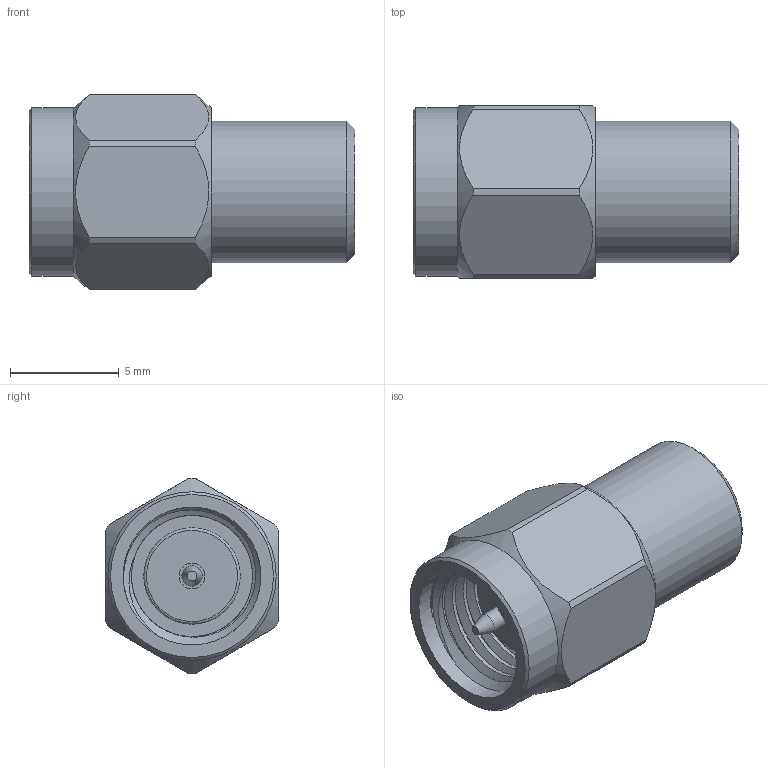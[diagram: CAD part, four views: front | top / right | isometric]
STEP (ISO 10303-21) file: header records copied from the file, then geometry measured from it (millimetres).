
FILE_DESCRIPTION (( 'STEP AP203' ), '1' );
FILE_NAME ('ST0645_3D.step', '2021-02-24T23:44:04', ( '' ), ( '' ), 'SwSTEP 2.0', 'SolidWorks 2018', '' );
FILE_SCHEMA (( 'CONFIG_CONTROL_DESIGN' ));
Length unit declared in the file: inch
Products named in the file (1): ST0645_3D
Bounding box: 15 x 7.94 x 8.99 mm (x, y, z)
Volume: 549.1 mm3; surface area: 629 mm2
Topology: 1 solids, 1 shells, 41 faces, 112 edges, 78 vertices
Faces by surface type: cylinder 18, plane 13, cone 6, bspline 4
Full cylindrical faces by diameter (mm): 0.94 x1, 1.194 x1, 4.445 x1, 6.35 x6, 6.5 x1, 7.762 x1
Entity records: 3229 total; most frequent: CARTESIAN_POINT 2348, ORIENTED_EDGE 182, DIRECTION 134, EDGE_CURVE 91, VERTEX_POINT 75, AXIS2_PLACEMENT_3D 61, EDGE_LOOP 52, FACE_OUTER_BOUND 42
